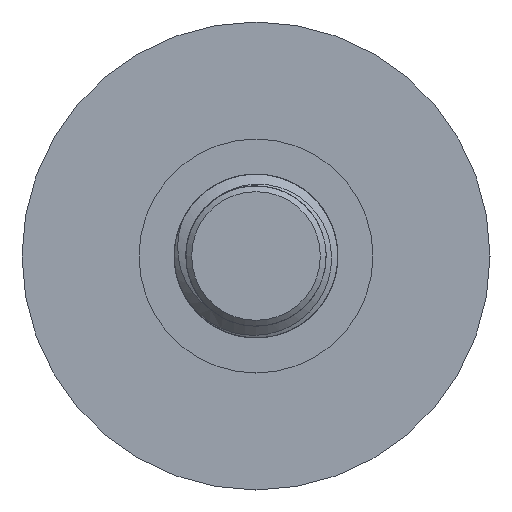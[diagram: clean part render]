
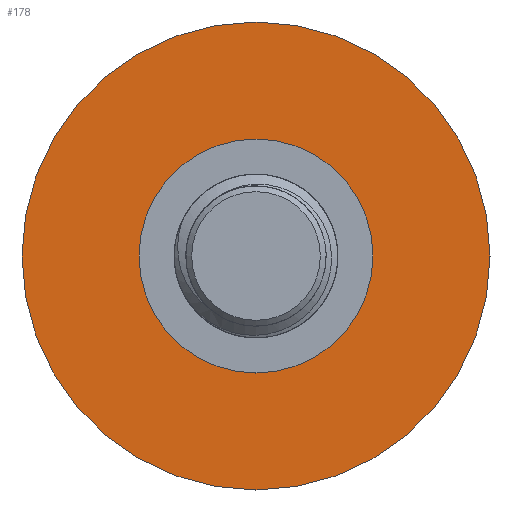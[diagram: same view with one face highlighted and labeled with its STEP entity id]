
A CAD part, left-side view. The second image highlights one B-rep face of the part: STEP entity #178.
In plain terms, the highlighted planar face has unit normal (-1, 0, 0).
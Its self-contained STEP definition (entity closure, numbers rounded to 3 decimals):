
#178=ADVANCED_FACE('',(#205),#197,.T.);
#197=PLANE('',#411);
#205=FACE_OUTER_BOUND('',#231,.T.);
#231=EDGE_LOOP('',(#263));
#263=ORIENTED_EDGE('',*,*,#351,.T.);
#325=VERTEX_POINT('',#544);
#351=EDGE_CURVE('',#325,#325,#385,.T.);
#385=CIRCLE('',#409,20.);
#409=AXIS2_PLACEMENT_3D('',#543,#463,#464);
#411=AXIS2_PLACEMENT_3D('',#546,#467,#468);
#463=DIRECTION('',(-1.,0.,0.));
#464=DIRECTION('',(0.,0.,1.));
#467=DIRECTION('',(-1.,0.,0.));
#468=DIRECTION('',(0.,0.,-1.));
#543=CARTESIAN_POINT('',(0.,0.,0.));
#544=CARTESIAN_POINT('',(0.,0.,20.));
#546=CARTESIAN_POINT('',(0.,0.,0.));
